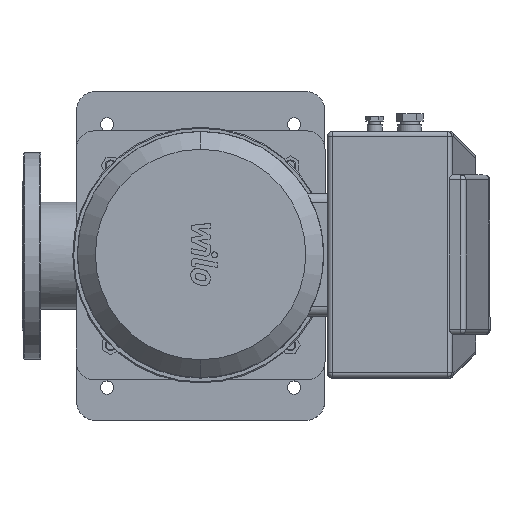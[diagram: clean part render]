
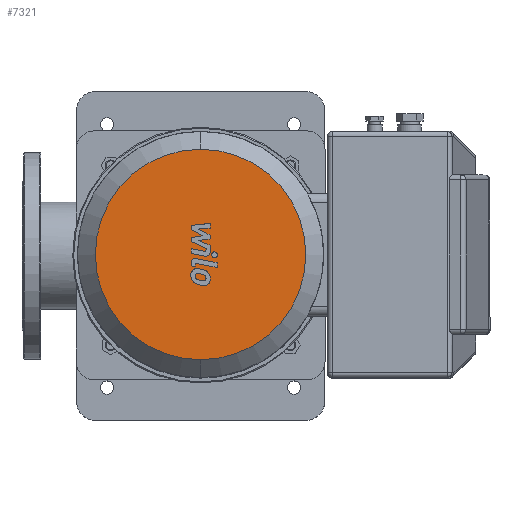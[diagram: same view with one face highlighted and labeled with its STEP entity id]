
A CAD part, top view. The second image highlights one B-rep face of the part: STEP entity #7321.
In plain terms, the highlighted planar face has unit normal (0, 0, 1).
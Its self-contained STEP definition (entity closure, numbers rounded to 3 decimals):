
#3545=CARTESIAN_POINT('',(0.,112.,939.0));
#3546=VERTEX_POINT('',#3545);
#3560=CARTESIAN_POINT('',(0.,-112.,939.0));
#3561=VERTEX_POINT('',#3560);
#3568=CARTESIAN_POINT('',(0.0,0.0,939.0));
#3569=DIRECTION('',(0.0,0.0,-1.0));
#3570=DIRECTION('',(0.0,1.0,0.0));
#3571=AXIS2_PLACEMENT_3D('',#3568,#3569,#3570);
#3572=CIRCLE('',#3571,112.);
#3573=EDGE_CURVE('',#3561,#3546,#3572,.T.);
#7282=CARTESIAN_POINT('',(0.0,0.0,939.0));
#7283=DIRECTION('',(0.0,0.0,-1.0));
#7284=DIRECTION('',(0.0,1.0,0.0));
#7285=AXIS2_PLACEMENT_3D('',#7282,#7283,#7284);
#7286=CIRCLE('',#7285,112.);
#7287=EDGE_CURVE('',#3546,#3561,#7286,.T.);
#7312=CARTESIAN_POINT('',(0.,0.0,939.0));
#7313=DIRECTION('',(0.0,0.0,-1.0));
#7314=DIRECTION('',(0.0,1.0,0.0));
#7315=AXIS2_PLACEMENT_3D('',#7312,#7313,#7314);
#7316=PLANE('',#7315);
#7317=ORIENTED_EDGE('',*,*,#3573,.F.);
#7318=ORIENTED_EDGE('',*,*,#7287,.F.);
#7319=EDGE_LOOP('',(#7317,#7318));
#7320=FACE_OUTER_BOUND('',#7319,.T.);
#7321=ADVANCED_FACE('',(#7320),#7316,.F.);
